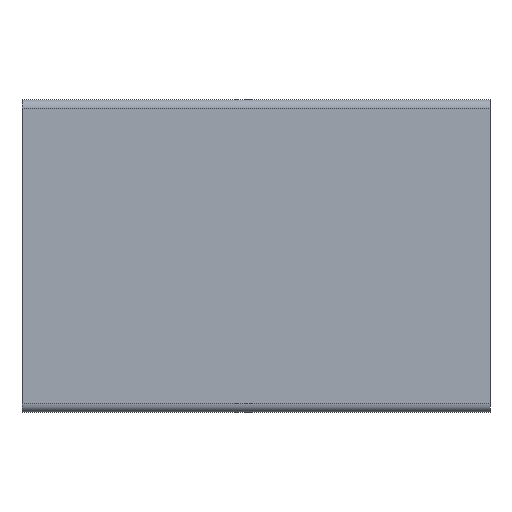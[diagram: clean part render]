
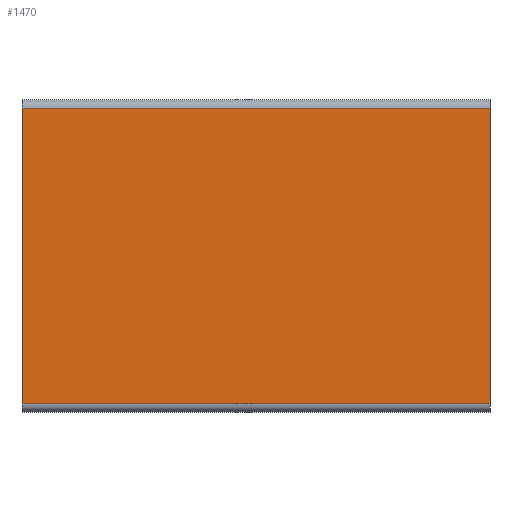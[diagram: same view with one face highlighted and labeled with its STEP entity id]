
A CAD part, left-side view. The second image highlights one B-rep face of the part: STEP entity #1470.
In plain terms, the highlighted planar face has unit normal (-1, 0, 0).
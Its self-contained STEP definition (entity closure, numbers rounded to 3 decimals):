
#28 = CARTESIAN_POINT ( 'NONE',  ( -7.35, 25., -7.9 ) ) ;
#84 = PLANE ( 'NONE',  #1238 ) ;
#96 = VECTOR ( 'NONE', #290, 1000. ) ;
#142 = VECTOR ( 'NONE', #957, 1000. ) ;
#148 = ORIENTED_EDGE ( 'NONE', *, *, #1537, .T. ) ;
#154 = CARTESIAN_POINT ( 'NONE',  ( -7.35, 0., -7.9 ) ) ;
#175 = CARTESIAN_POINT ( 'NONE',  ( -7.35, 25., -7.9 ) ) ;
#260 = CARTESIAN_POINT ( 'NONE',  ( -7.35, 25., 7.9 ) ) ;
#264 = VECTOR ( 'NONE', #1595, 1000. ) ;
#290 = DIRECTION ( 'NONE',  ( 0., 0., 1. ) ) ;
#355 = LINE ( 'NONE', #1141, #1685 ) ;
#358 = VERTEX_POINT ( 'NONE', #260 ) ;
#494 = CARTESIAN_POINT ( 'NONE',  ( -7.35, 25., -7.9 ) ) ;
#531 = CARTESIAN_POINT ( 'NONE',  ( -7.35, 25., -7.9 ) ) ;
#609 = ORIENTED_EDGE ( 'NONE', *, *, #1047, .T. ) ;
#636 = FACE_OUTER_BOUND ( 'NONE', #826, .T. ) ;
#728 = LINE ( 'NONE', #175, #142 ) ;
#805 = LINE ( 'NONE', #154, #96 ) ;
#826 = EDGE_LOOP ( 'NONE', ( #609, #854, #1553, #148 ) ) ;
#829 = LINE ( 'NONE', #28, #264 ) ;
#854 = ORIENTED_EDGE ( 'NONE', *, *, #1572, .F. ) ;
#867 = CARTESIAN_POINT ( 'NONE',  ( -7.35, 0., -7.9 ) ) ;
#897 = CARTESIAN_POINT ( 'NONE',  ( -7.35, 0., 7.9 ) ) ;
#914 = VERTEX_POINT ( 'NONE', #867 ) ;
#957 = DIRECTION ( 'NONE',  ( 0., 0., 1. ) ) ;
#1009 = DIRECTION ( 'NONE',  ( 0., -1., 0. ) ) ;
#1017 = DIRECTION ( 'NONE',  ( 1., 0., 0. ) ) ;
#1047 = EDGE_CURVE ( 'NONE', #914, #1634, #805, .T. ) ;
#1141 = CARTESIAN_POINT ( 'NONE',  ( -7.35, 25., 7.9 ) ) ;
#1151 = EDGE_CURVE ( 'NONE', #1521, #358, #728, .T. ) ;
#1238 = AXIS2_PLACEMENT_3D ( 'NONE', #494, #1017, #1526 ) ;
#1470 = ADVANCED_FACE ( 'NONE', ( #636 ), #84, .F. ) ;
#1521 = VERTEX_POINT ( 'NONE', #531 ) ;
#1526 = DIRECTION ( 'NONE',  ( 0., 0., -1. ) ) ;
#1537 = EDGE_CURVE ( 'NONE', #1521, #914, #829, .T. ) ;
#1553 = ORIENTED_EDGE ( 'NONE', *, *, #1151, .F. ) ;
#1572 = EDGE_CURVE ( 'NONE', #358, #1634, #355, .T. ) ;
#1595 = DIRECTION ( 'NONE',  ( 0., -1., 0. ) ) ;
#1634 = VERTEX_POINT ( 'NONE', #897 ) ;
#1685 = VECTOR ( 'NONE', #1009, 1000. ) ;
